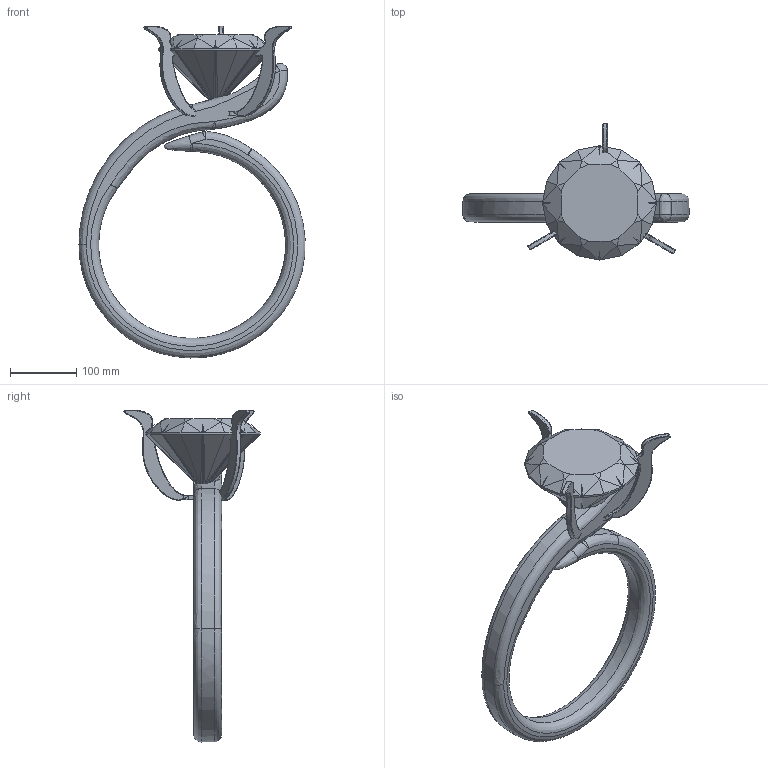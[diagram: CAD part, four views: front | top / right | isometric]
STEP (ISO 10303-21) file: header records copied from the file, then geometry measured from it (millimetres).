
FILE_DESCRIPTION(('FreeCAD Model'),'2;1');
FILE_NAME('Open CASCADE Shape Model','2025-04-27T16:38:19',('FreeCAD'),( 'FreeCAD'),'Open CASCADE STEP processor 7.6','FreeCAD','Unknown');
FILE_SCHEMA(('AUTOMOTIVE_DESIGN { 1 0 10303 214 1 1 1 1 }'));
Products named in the file (1): Open CASCADE STEP translator 7.6 1
Bounding box: 340.81 x 205.3 x 500.51 mm (x, y, z)
Volume: 2653368.9 mm3; surface area: 254529.9 mm2
Topology: 9 solids, 9 shells, 340 faces, 782 edges, 448 vertices
Faces by surface type: bspline 340
Entity records: 49923 total; most frequent: CARTESIAN_POINT 45101, ORIENTED_EDGE 1540, EDGE_CURVE 770, B_SPLINE_CURVE_WITH_KNOTS 696, VERTEX_POINT 448, ADVANCED_FACE 340, FACE_BOUND 340, EDGE_LOOP 340
